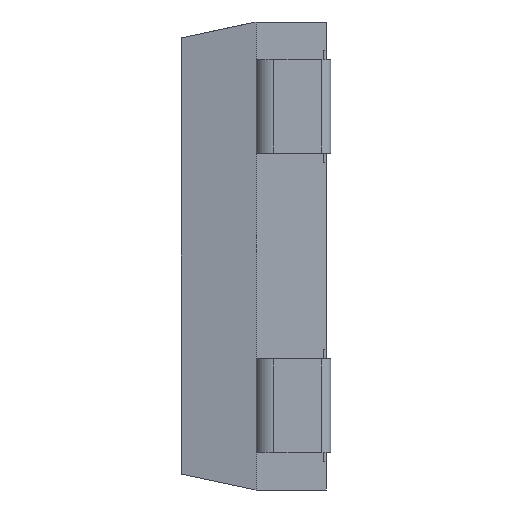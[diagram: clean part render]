
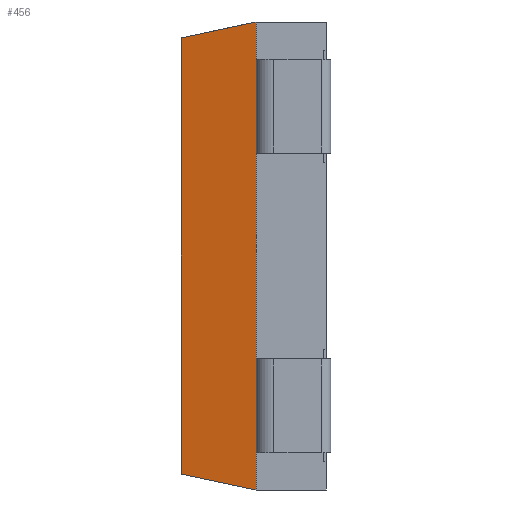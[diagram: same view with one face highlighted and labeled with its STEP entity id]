
A CAD part, left-side view. The second image highlights one B-rep face of the part: STEP entity #456.
In plain terms, the highlighted planar face has unit normal (-0.978, 0.208, 0).
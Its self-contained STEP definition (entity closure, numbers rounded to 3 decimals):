
#3 = EDGE_CURVE ( 'NONE', #1964, #1017, #1635, .T. ) ;
#65 = VECTOR ( 'NONE', #867, 1000. ) ;
#111 = DIRECTION ( 'NONE',  ( 0., 0., 1. ) ) ;
#120 = ORIENTED_EDGE ( 'NONE', *, *, #1113, .T. ) ;
#275 = PLANE ( 'NONE',  #689 ) ;
#323 = CARTESIAN_POINT ( 'NONE',  ( -2.33, 1.6, -2.33 ) ) ;
#353 = VECTOR ( 'NONE', #1874, 1000. ) ;
#434 = CARTESIAN_POINT ( 'NONE',  ( -2.33, 1.6, 2.33 ) ) ;
#456 = ADVANCED_FACE ( 'NONE', ( #2696 ), #275, .T. ) ;
#470 = EDGE_CURVE ( 'NONE', #1964, #2451, #2606, .T. ) ;
#476 = VECTOR ( 'NONE', #111, 1000. ) ;
#626 = ORIENTED_EDGE ( 'NONE', *, *, #3, .F. ) ;
#637 = CARTESIAN_POINT ( 'NONE',  ( -2.5, 0.8, -2.5 ) ) ;
#681 = LINE ( 'NONE', #1952, #65 ) ;
#689 = AXIS2_PLACEMENT_3D ( 'NONE', #1136, #1747, #1942 ) ;
#705 = DIRECTION ( 'NONE',  ( 0.204, 0.958, -0.204 ) ) ;
#867 = DIRECTION ( 'NONE',  ( -0.204, -0.958, -0.204 ) ) ;
#1017 = VERTEX_POINT ( 'NONE', #1462 ) ;
#1113 = EDGE_CURVE ( 'NONE', #1589, #1017, #681, .T. ) ;
#1136 = CARTESIAN_POINT ( 'NONE',  ( -2.33, 1.6, 0. ) ) ;
#1317 = EDGE_LOOP ( 'NONE', ( #120, #626, #2223, #2195 ) ) ;
#1462 = CARTESIAN_POINT ( 'NONE',  ( -2.5, 0.8, -2.5 ) ) ;
#1589 = VERTEX_POINT ( 'NONE', #323 ) ;
#1635 = LINE ( 'NONE', #637, #353 ) ;
#1639 = EDGE_CURVE ( 'NONE', #1589, #2451, #2040, .T. ) ;
#1747 = DIRECTION ( 'NONE',  ( -0.978, 0.208, 0. ) ) ;
#1864 = VECTOR ( 'NONE', #705, 1000. ) ;
#1874 = DIRECTION ( 'NONE',  ( 0., 0., -1. ) ) ;
#1942 = DIRECTION ( 'NONE',  ( 0., 0., -1. ) ) ;
#1952 = CARTESIAN_POINT ( 'NONE',  ( -2.233, 2.054, -2.233 ) ) ;
#1964 = VERTEX_POINT ( 'NONE', #2112 ) ;
#1971 = CARTESIAN_POINT ( 'NONE',  ( -2.233, 2.054, 2.233 ) ) ;
#1992 = CARTESIAN_POINT ( 'NONE',  ( -2.33, 1.6, 2.5 ) ) ;
#2040 = LINE ( 'NONE', #1992, #476 ) ;
#2112 = CARTESIAN_POINT ( 'NONE',  ( -2.5, 0.8, 2.5 ) ) ;
#2195 = ORIENTED_EDGE ( 'NONE', *, *, #1639, .F. ) ;
#2223 = ORIENTED_EDGE ( 'NONE', *, *, #470, .T. ) ;
#2451 = VERTEX_POINT ( 'NONE', #434 ) ;
#2606 = LINE ( 'NONE', #1971, #1864 ) ;
#2696 = FACE_OUTER_BOUND ( 'NONE', #1317, .T. ) ;
